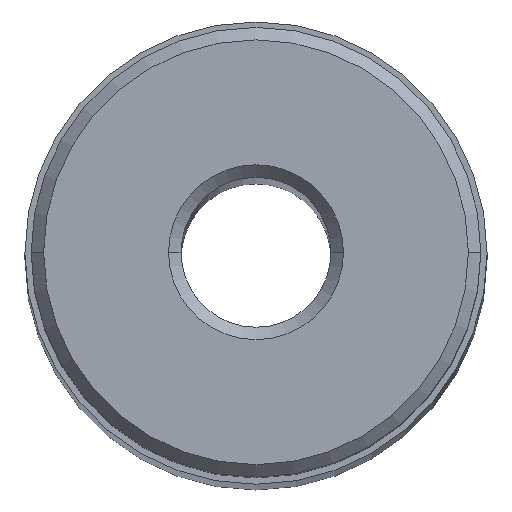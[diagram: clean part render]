
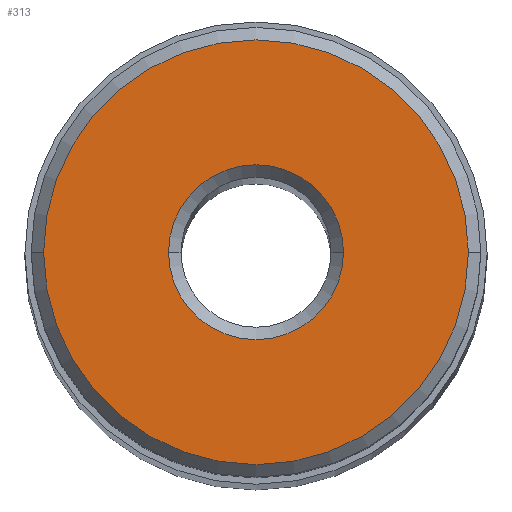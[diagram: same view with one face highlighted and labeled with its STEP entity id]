
A CAD part, top view. The second image highlights one B-rep face of the part: STEP entity #313.
In plain terms, the highlighted planar face has unit normal (0, 0, 1).
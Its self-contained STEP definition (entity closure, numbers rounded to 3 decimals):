
#9 = CARTESIAN_POINT ( 'NONE',  ( -17., 0., 305.2 ) ) ;
#13 = DIRECTION ( 'NONE',  ( 1., 0., 0. ) ) ;
#63 = DIRECTION ( 'NONE',  ( 0., 0., 1. ) ) ;
#75 = FACE_BOUND ( 'NONE', #397, .T. ) ;
#145 = ORIENTED_EDGE ( 'NONE', *, *, #525, .T. ) ;
#167 = CARTESIAN_POINT ( 'NONE',  ( 0., 0., 305.2 ) ) ;
#173 = CARTESIAN_POINT ( 'NONE',  ( -7., 0., 305.2 ) ) ;
#187 = VERTEX_POINT ( 'NONE', #336 ) ;
#227 = PLANE ( 'NONE',  #466 ) ;
#252 = DIRECTION ( 'NONE',  ( 0., 0., -1. ) ) ;
#255 = VERTEX_POINT ( 'NONE', #9 ) ;
#259 = CARTESIAN_POINT ( 'NONE',  ( 0., 0., 305.2 ) ) ;
#261 = DIRECTION ( 'NONE',  ( 1., 0., 0. ) ) ;
#262 = CIRCLE ( 'NONE', #370, 17. ) ;
#313 = ADVANCED_FACE ( 'NONE', ( #473, #75 ), #227, .T. ) ;
#331 = CARTESIAN_POINT ( 'NONE',  ( 17., 0., 305.2 ) ) ;
#336 = CARTESIAN_POINT ( 'NONE',  ( 7., 0., 305.2 ) ) ;
#342 = VERTEX_POINT ( 'NONE', #173 ) ;
#362 = AXIS2_PLACEMENT_3D ( 'NONE', #588, #252, #13 ) ;
#370 = AXIS2_PLACEMENT_3D ( 'NONE', #167, #63, #449 ) ;
#397 = EDGE_LOOP ( 'NONE', ( #145, #495 ) ) ;
#401 = VERTEX_POINT ( 'NONE', #331 ) ;
#406 = DIRECTION ( 'NONE',  ( 0., 0., 1. ) ) ;
#416 = DIRECTION ( 'NONE',  ( 0., 0., 1. ) ) ;
#418 = DIRECTION ( 'NONE',  ( 1., 0., 0. ) ) ;
#435 = ORIENTED_EDGE ( 'NONE', *, *, #538, .T. ) ;
#447 = EDGE_LOOP ( 'NONE', ( #435, #491 ) ) ;
#449 = DIRECTION ( 'NONE',  ( 1., 0., 0. ) ) ;
#453 = CARTESIAN_POINT ( 'NONE',  ( 0., 0., 305.2 ) ) ;
#466 = AXIS2_PLACEMENT_3D ( 'NONE', #517, #416, #418 ) ;
#473 = FACE_OUTER_BOUND ( 'NONE', #447, .T. ) ;
#475 = AXIS2_PLACEMENT_3D ( 'NONE', #453, #595, #544 ) ;
#491 = ORIENTED_EDGE ( 'NONE', *, *, #502, .T. ) ;
#495 = ORIENTED_EDGE ( 'NONE', *, *, #612, .T. ) ;
#502 = EDGE_CURVE ( 'NONE', #401, #255, #262, .T. ) ;
#505 = CIRCLE ( 'NONE', #362, 7. ) ;
#517 = CARTESIAN_POINT ( 'NONE',  ( 0., 0., 305.2 ) ) ;
#525 = EDGE_CURVE ( 'NONE', #187, #342, #505, .T. ) ;
#538 = EDGE_CURVE ( 'NONE', #255, #401, #556, .T. ) ;
#544 = DIRECTION ( 'NONE',  ( 1., 0., 0. ) ) ;
#556 = CIRCLE ( 'NONE', #619, 17. ) ;
#588 = CARTESIAN_POINT ( 'NONE',  ( 0., 0., 305.2 ) ) ;
#595 = DIRECTION ( 'NONE',  ( 0., 0., -1. ) ) ;
#598 = CIRCLE ( 'NONE', #475, 7. ) ;
#612 = EDGE_CURVE ( 'NONE', #342, #187, #598, .T. ) ;
#619 = AXIS2_PLACEMENT_3D ( 'NONE', #259, #406, #261 ) ;
